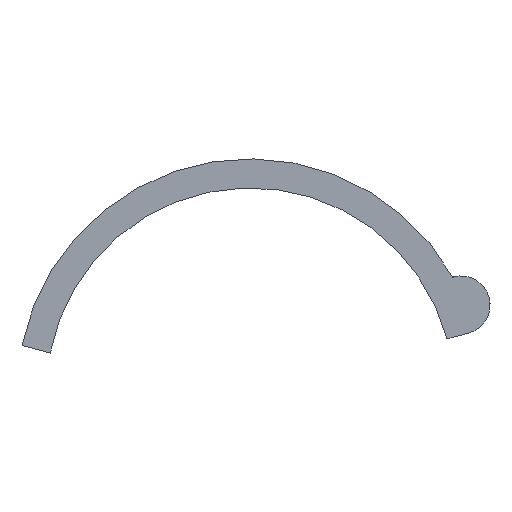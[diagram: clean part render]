
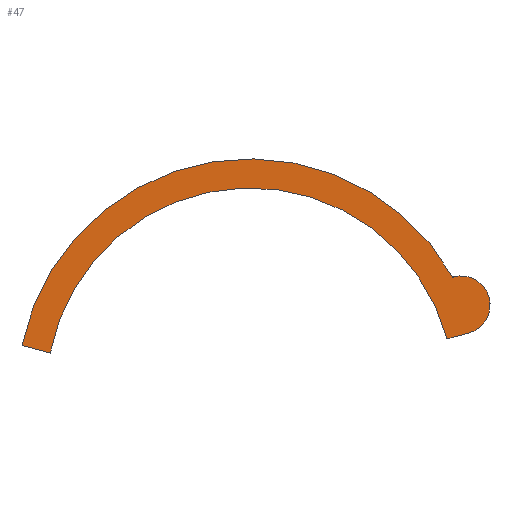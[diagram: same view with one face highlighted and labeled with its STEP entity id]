
A CAD part, left-side view. The second image highlights one B-rep face of the part: STEP entity #47.
In plain terms, the highlighted planar face has unit normal (-1, 0, 0).
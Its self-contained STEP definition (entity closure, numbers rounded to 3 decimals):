
#47=ADVANCED_FACE('',(#88),#89,.T.);
#88=FACE_OUTER_BOUND('',#120,.T.);
#89=PLANE('',#121);
#120=EDGE_LOOP('',(#183,#184,#185,#186,#187,#188));
#121=AXIS2_PLACEMENT_3D('',#189,#190,#191);
#183=ORIENTED_EDGE('',*,*,#199,.F.);
#184=ORIENTED_EDGE('',*,*,#195,.F.);
#185=ORIENTED_EDGE('',*,*,#216,.F.);
#186=ORIENTED_EDGE('',*,*,#211,.F.);
#187=ORIENTED_EDGE('',*,*,#207,.F.);
#188=ORIENTED_EDGE('',*,*,#203,.F.);
#189=CARTESIAN_POINT('',(0.0,-0.082,-4.099));
#190=DIRECTION('',(-1.0,0.0,0.0));
#191=DIRECTION('',(0.0,-1.0,0.0));
#195=EDGE_CURVE('',#221,#224,#225,.T.);
#199=EDGE_CURVE('',#224,#230,#231,.T.);
#203=EDGE_CURVE('',#230,#236,#237,.T.);
#207=EDGE_CURVE('',#236,#242,#243,.T.);
#211=EDGE_CURVE('',#242,#248,#249,.T.);
#216=EDGE_CURVE('',#248,#221,#255,.T.);
#221=VERTEX_POINT('',#260);
#224=VERTEX_POINT('',#264);
#225=CIRCLE('',#265,2.0);
#230=VERTEX_POINT('',#271);
#231=LINE('',#272,#273);
#236=VERTEX_POINT('',#280);
#237=CIRCLE('',#281,14.);
#242=VERTEX_POINT('',#287);
#243=LINE('',#288,#289);
#248=VERTEX_POINT('',#296);
#249=CIRCLE('',#297,16.);
#255=CIRCLE('',#304,2.0);
#260=CARTESIAN_POINT('',(0.0,-13.971,-6.115));
#264=CARTESIAN_POINT('',(0.0,-15.007,-9.979));
#265=AXIS2_PLACEMENT_3D('',#309,#310,#311);
#271=CARTESIAN_POINT('',(0.0,-13.523,-10.377));
#272=CARTESIAN_POINT('',(0.0,-13.523,-10.377));
#273=VECTOR('',#316,1.0);
#280=CARTESIAN_POINT('',(0.0,13.747,-11.352));
#281=AXIS2_PLACEMENT_3D('',#319,#320,#321);
#287=CARTESIAN_POINT('',(0.0,15.683,-10.833));
#288=CARTESIAN_POINT('',(0.0,15.683,-10.833));
#289=VECTOR('',#326,1.0);
#296=CARTESIAN_POINT('',(0.0,-13.929,-6.127));
#297=AXIS2_PLACEMENT_3D('',#329,#330,#331);
#304=AXIS2_PLACEMENT_3D('',#339,#340,#341);
#309=CARTESIAN_POINT('',(0.0,-14.489,-8.047));
#310=DIRECTION('',(1.0,0.0,0.0));
#311=DIRECTION('',(0.0,-0.259,-0.966));
#316=DIRECTION('',(0.0,0.966,-0.259));
#319=CARTESIAN_POINT('',(0.0,0.,-14.));
#320=DIRECTION('',(-1.0,0.0,0.0));
#321=DIRECTION('',(0.0,-0.966,0.259));
#326=DIRECTION('',(0.0,0.966,0.259));
#329=CARTESIAN_POINT('',(0.0,0.,-14.));
#330=DIRECTION('',(1.0,0.0,0.0));
#331=DIRECTION('',(0.0,-0.871,0.492));
#339=CARTESIAN_POINT('',(0.0,-14.489,-8.047));
#340=DIRECTION('',(1.0,0.0,0.0));
#341=DIRECTION('',(0.0,-0.259,-0.966));
